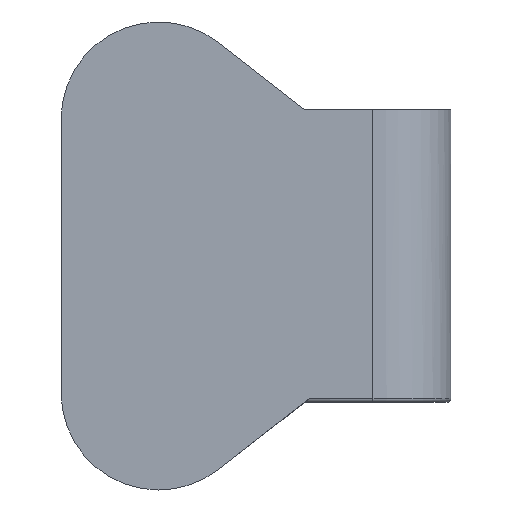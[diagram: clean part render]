
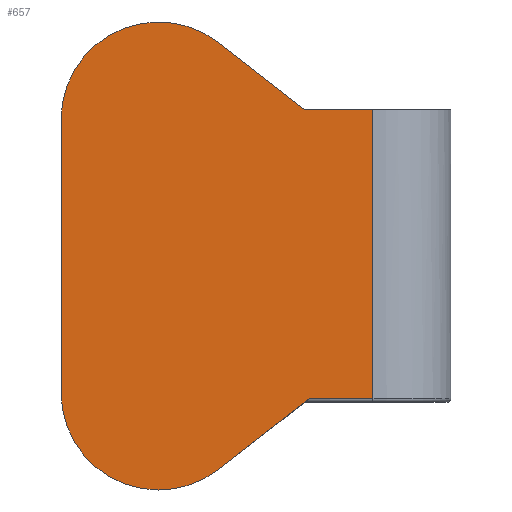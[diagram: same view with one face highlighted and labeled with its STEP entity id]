
A CAD part, front view. The second image highlights one B-rep face of the part: STEP entity #657.
In plain terms, the highlighted planar face has unit normal (0, -1, 0).
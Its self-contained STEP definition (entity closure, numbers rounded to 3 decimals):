
#2 = ORIENTED_EDGE ( 'NONE', *, *, #39, .T. ) ;
#21 = VECTOR ( 'NONE', #1163, 1000. ) ;
#36 = AXIS2_PLACEMENT_3D ( 'NONE', #645, #1215, #529 ) ;
#37 = CARTESIAN_POINT ( 'NONE',  ( -34.13, 267.177, 22.442 ) ) ;
#39 = EDGE_CURVE ( 'NONE', #568, #771, #55, .T. ) ;
#45 = AXIS2_PLACEMENT_3D ( 'NONE', #349, #960, #252 ) ;
#49 = LINE ( 'NONE', #160, #290 ) ;
#55 = LINE ( 'NONE', #272, #21 ) ;
#62 = DIRECTION ( 'NONE',  ( 1., 0., 0. ) ) ;
#92 = VERTEX_POINT ( 'NONE', #923 ) ;
#97 = DIRECTION ( 'NONE',  ( 0., -1., 0. ) ) ;
#148 = VECTOR ( 'NONE', #460, 1000. ) ;
#151 = DIRECTION ( 'NONE',  ( 0., 0., 1. ) ) ;
#160 = CARTESIAN_POINT ( 'NONE',  ( -38.56, 267.177, 3.996 ) ) ;
#177 = ORIENTED_EDGE ( 'NONE', *, *, #994, .T. ) ;
#178 = CARTESIAN_POINT ( 'NONE',  ( -38.56, 267.177, 3.996 ) ) ;
#186 = CIRCLE ( 'NONE', #45, 5. ) ;
#205 = ORIENTED_EDGE ( 'NONE', *, *, #1132, .T. ) ;
#252 = DIRECTION ( 'NONE',  ( 0., 0., 1. ) ) ;
#268 = DIRECTION ( 'NONE',  ( 0., 0., -1. ) ) ;
#272 = CARTESIAN_POINT ( 'NONE',  ( -46.63, 267.177, 0. ) ) ;
#288 = CARTESIAN_POINT ( 'NONE',  ( -30.631, 267.177, 7.642 ) ) ;
#290 = VECTOR ( 'NONE', #1021, 1000. ) ;
#305 = EDGE_CURVE ( 'NONE', #92, #608, #186, .T. ) ;
#312 = ORIENTED_EDGE ( 'NONE', *, *, #1200, .T. ) ;
#315 = EDGE_CURVE ( 'NONE', #1037, #1218, #956, .T. ) ;
#341 = VERTEX_POINT ( 'NONE', #444 ) ;
#349 = CARTESIAN_POINT ( 'NONE',  ( -41.63, 267.177, 21.942 ) ) ;
#367 = CARTESIAN_POINT ( 'NONE',  ( -41.63, 267.177, 2.942 ) ) ;
#444 = CARTESIAN_POINT ( 'NONE',  ( -33.873, 267.177, 7.642 ) ) ;
#450 = CIRCLE ( 'NONE', #733, 5. ) ;
#460 = DIRECTION ( 'NONE',  ( -1., 0., 0. ) ) ;
#463 = EDGE_CURVE ( 'NONE', #675, #738, #1048, .T. ) ;
#510 = ORIENTED_EDGE ( 'NONE', *, *, #305, .T. ) ;
#529 = DIRECTION ( 'NONE',  ( 0., 0., -1. ) ) ;
#568 = VERTEX_POINT ( 'NONE', #1149 ) ;
#580 = AXIS2_PLACEMENT_3D ( 'NONE', #1164, #1072, #973 ) ;
#608 = VERTEX_POINT ( 'NONE', #679 ) ;
#609 = ORIENTED_EDGE ( 'NONE', *, *, #463, .T. ) ;
#627 = CARTESIAN_POINT ( 'NONE',  ( -30.631, 267.177, 7.642 ) ) ;
#645 = CARTESIAN_POINT ( 'NONE',  ( -41.63, 267.177, 7.942 ) ) ;
#657 = ADVANCED_FACE ( 'NONE', ( #1157 ), #974, .T. ) ;
#665 = ORIENTED_EDGE ( 'NONE', *, *, #1167, .T. ) ;
#675 = VERTEX_POINT ( 'NONE', #367 ) ;
#679 = CARTESIAN_POINT ( 'NONE',  ( -41.63, 267.177, 26.942 ) ) ;
#722 = LINE ( 'NONE', #37, #1155 ) ;
#726 = CARTESIAN_POINT ( 'NONE',  ( -41.63, 267.177, 21.942 ) ) ;
#730 = ORIENTED_EDGE ( 'NONE', *, *, #857, .T. ) ;
#733 = AXIS2_PLACEMENT_3D ( 'NONE', #726, #97, #823 ) ;
#738 = VERTEX_POINT ( 'NONE', #178 ) ;
#761 = DIRECTION ( 'NONE',  ( -0.789, 0., 0.614 ) ) ;
#771 = VERTEX_POINT ( 'NONE', #901 ) ;
#774 = CARTESIAN_POINT ( 'NONE',  ( -30.631, 267.177, 22.442 ) ) ;
#786 = CARTESIAN_POINT ( 'NONE',  ( -46.631, 267.177, 0. ) ) ;
#823 = DIRECTION ( 'NONE',  ( 0., 0., 1. ) ) ;
#837 = EDGE_LOOP ( 'NONE', ( #177, #665, #205, #1028, #1233, #510, #730, #2, #312, #609 ) ) ;
#849 = CIRCLE ( 'NONE', #580, 5. ) ;
#857 = EDGE_CURVE ( 'NONE', #608, #568, #450, .T. ) ;
#861 = VERTEX_POINT ( 'NONE', #627 ) ;
#864 = CARTESIAN_POINT ( 'NONE',  ( -30.631, 267.177, 0. ) ) ;
#865 = CARTESIAN_POINT ( 'NONE',  ( -46.631, 267.177, 22.442 ) ) ;
#883 = VECTOR ( 'NONE', #151, 1000. ) ;
#901 = CARTESIAN_POINT ( 'NONE',  ( -46.63, 267.177, 7.942 ) ) ;
#914 = LINE ( 'NONE', #288, #1092 ) ;
#923 = CARTESIAN_POINT ( 'NONE',  ( -38.56, 267.177, 25.889 ) ) ;
#956 = LINE ( 'NONE', #865, #148 ) ;
#957 = DIRECTION ( 'NONE',  ( 0., -1., 0. ) ) ;
#960 = DIRECTION ( 'NONE',  ( 0., -1., 0. ) ) ;
#973 = DIRECTION ( 'NONE',  ( 0., 0., -1. ) ) ;
#974 = PLANE ( 'NONE',  #1244 ) ;
#994 = EDGE_CURVE ( 'NONE', #738, #341, #49, .T. ) ;
#1021 = DIRECTION ( 'NONE',  ( 0.789, 0., 0.614 ) ) ;
#1028 = ORIENTED_EDGE ( 'NONE', *, *, #315, .T. ) ;
#1037 = VERTEX_POINT ( 'NONE', #774 ) ;
#1048 = CIRCLE ( 'NONE', #36, 5. ) ;
#1053 = CARTESIAN_POINT ( 'NONE',  ( -34.13, 267.177, 22.442 ) ) ;
#1072 = DIRECTION ( 'NONE',  ( 0., -1., 0. ) ) ;
#1092 = VECTOR ( 'NONE', #62, 1000. ) ;
#1123 = LINE ( 'NONE', #864, #883 ) ;
#1129 = EDGE_CURVE ( 'NONE', #1218, #92, #722, .T. ) ;
#1132 = EDGE_CURVE ( 'NONE', #861, #1037, #1123, .T. ) ;
#1149 = CARTESIAN_POINT ( 'NONE',  ( -46.63, 267.177, 21.942 ) ) ;
#1155 = VECTOR ( 'NONE', #761, 1000. ) ;
#1157 = FACE_OUTER_BOUND ( 'NONE', #837, .T. ) ;
#1163 = DIRECTION ( 'NONE',  ( 0., 0., -1. ) ) ;
#1164 = CARTESIAN_POINT ( 'NONE',  ( -41.63, 267.177, 7.942 ) ) ;
#1167 = EDGE_CURVE ( 'NONE', #341, #861, #914, .T. ) ;
#1200 = EDGE_CURVE ( 'NONE', #771, #675, #849, .T. ) ;
#1215 = DIRECTION ( 'NONE',  ( 0., -1., 0. ) ) ;
#1218 = VERTEX_POINT ( 'NONE', #1053 ) ;
#1233 = ORIENTED_EDGE ( 'NONE', *, *, #1129, .T. ) ;
#1244 = AXIS2_PLACEMENT_3D ( 'NONE', #786, #957, #268 ) ;
